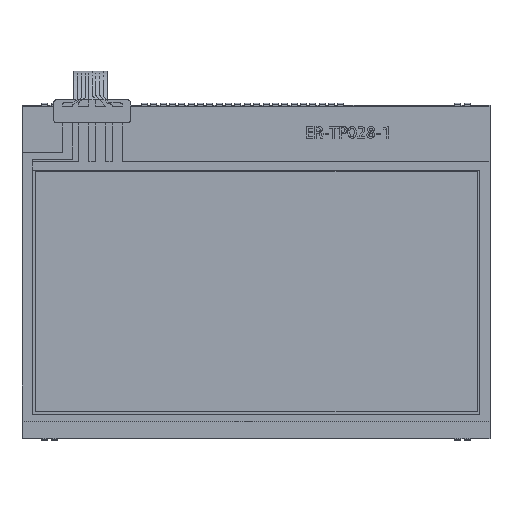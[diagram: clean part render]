
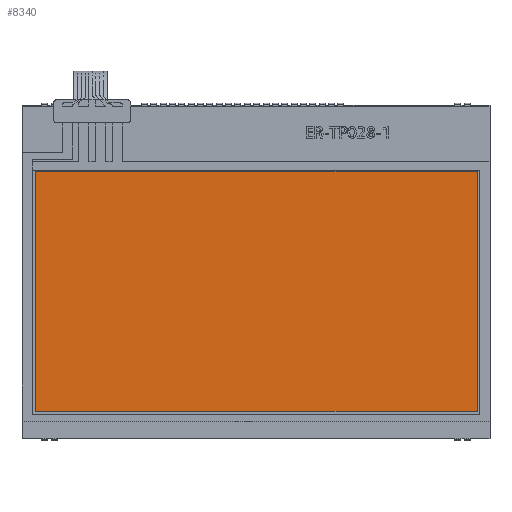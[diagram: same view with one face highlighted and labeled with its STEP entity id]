
A CAD part, top view. The second image highlights one B-rep face of the part: STEP entity #8340.
In plain terms, the highlighted planar face has unit normal (0, 0, 1).
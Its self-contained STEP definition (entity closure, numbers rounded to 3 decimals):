
#8018 = EDGE_CURVE('',#8019,#8021,#8023,.T.);
#8019 = VERTEX_POINT('',#8020);
#8020 = CARTESIAN_POINT('',(-33.,15.075,6.6));
#8021 = VERTEX_POINT('',#8022);
#8022 = CARTESIAN_POINT('',(33.1,15.075,6.6));
#8023 = LINE('',#8024,#8025);
#8024 = CARTESIAN_POINT('',(-33.,15.075,6.6));
#8025 = VECTOR('',#8026,1.);
#8026 = DIRECTION('',(1.,0.,0.));
#8028 = EDGE_CURVE('',#8021,#8029,#8031,.T.);
#8029 = VERTEX_POINT('',#8030);
#8030 = CARTESIAN_POINT('',(33.1,-20.825,6.6));
#8031 = LINE('',#8032,#8033);
#8032 = CARTESIAN_POINT('',(33.1,15.075,6.6));
#8033 = VECTOR('',#8034,1.);
#8034 = DIRECTION('',(0.,-1.,0.));
#8036 = EDGE_CURVE('',#8029,#8037,#8039,.T.);
#8037 = VERTEX_POINT('',#8038);
#8038 = CARTESIAN_POINT('',(-33.,-20.825,6.6));
#8039 = LINE('',#8040,#8041);
#8040 = CARTESIAN_POINT('',(33.1,-20.825,6.6));
#8041 = VECTOR('',#8042,1.);
#8042 = DIRECTION('',(-1.,0.,0.));
#8044 = EDGE_CURVE('',#8037,#8019,#8045,.T.);
#8045 = LINE('',#8046,#8047);
#8046 = CARTESIAN_POINT('',(-33.,-20.825,6.6));
#8047 = VECTOR('',#8048,1.);
#8048 = DIRECTION('',(0.,1.,0.));
#8340 = ADVANCED_FACE('',(#8341),#8347,.T.);
#8341 = FACE_BOUND('',#8342,.T.);
#8342 = EDGE_LOOP('',(#8343,#8344,#8345,#8346));
#8343 = ORIENTED_EDGE('',*,*,#8018,.F.);
#8344 = ORIENTED_EDGE('',*,*,#8044,.F.);
#8345 = ORIENTED_EDGE('',*,*,#8036,.F.);
#8346 = ORIENTED_EDGE('',*,*,#8028,.F.);
#8347 = PLANE('',#8348);
#8348 = AXIS2_PLACEMENT_3D('',#8349,#8350,#8351);
#8349 = CARTESIAN_POINT('',(-33.,15.075,6.6));
#8350 = DIRECTION('',(0.,0.,1.));
#8351 = DIRECTION('',(1.,0.,0.));
